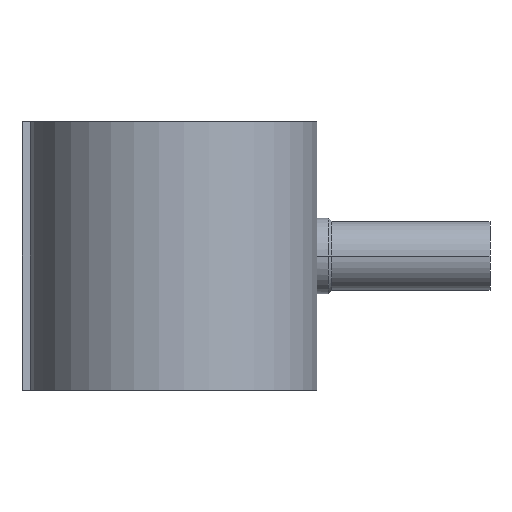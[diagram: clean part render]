
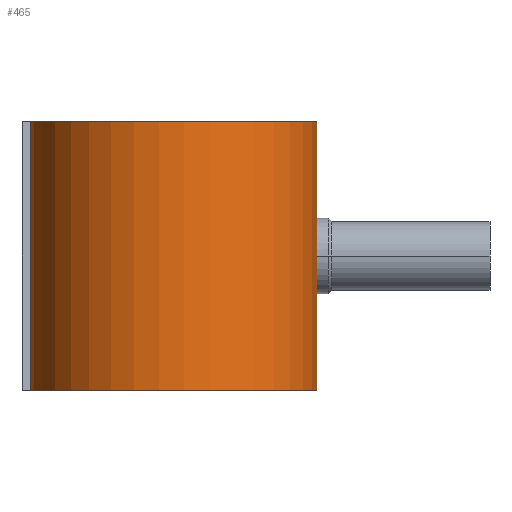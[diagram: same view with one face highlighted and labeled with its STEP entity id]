
A CAD part, front view. The second image highlights one B-rep face of the part: STEP entity #465.
In plain terms, the highlighted cylindrical face has radius 66.767 mm (diameter 133.533 mm), a partial arc.
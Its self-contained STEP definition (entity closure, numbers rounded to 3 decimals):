
#249 = EDGE_CURVE( '', #507, #349, #681, .T. );
#255 = EDGE_CURVE( '', #643, #507, #690, .T. );
#287 = VERTEX_POINT( '', #724 );
#349 = VERTEX_POINT( '', #793 );
#465 = ADVANCED_FACE( '', ( #923 ), #924, .T. );
#507 = VERTEX_POINT( '', #966 );
#557 = EDGE_CURVE( '', #643, #287, #1021, .T. );
#581 = EDGE_CURVE( '', #349, #287, #1047, .T. );
#643 = VERTEX_POINT( '', #1118 );
#681 = CIRCLE( '', #1154, 66.767 );
#690 = LINE( '', #1164, #1165 );
#724 = CARTESIAN_POINT( '', ( 66.594, 4.8, 62.5 ) );
#793 = CARTESIAN_POINT( '', ( 66.594, 4.8, -62.5 ) );
#923 = FACE_OUTER_BOUND( '', #1738, .T. );
#924 = CYLINDRICAL_SURFACE( '', #1739, 66.767 );
#966 = CARTESIAN_POINT( '', ( -66.594, -4.8, -62.5 ) );
#1021 = CIRCLE( '', #1934, 66.767 );
#1047 = LINE( '', #1971, #1972 );
#1118 = CARTESIAN_POINT( '', ( -66.594, -4.8, 62.5 ) );
#1154 = AXIS2_PLACEMENT_3D( '', #2127, #2128, #2129 );
#1164 = CARTESIAN_POINT( '', ( -66.594, -4.8, 62.5 ) );
#1165 = VECTOR( '', #2146, 1. );
#1738 = EDGE_LOOP( '', ( #2427, #2428, #2429, #2430 ) );
#1739 = AXIS2_PLACEMENT_3D( '', #2431, #2432, #2433 );
#1934 = AXIS2_PLACEMENT_3D( '', #2513, #2514, #2515 );
#1971 = CARTESIAN_POINT( '', ( 66.594, 4.8, 62.5 ) );
#1972 = VECTOR( '', #2540, 1. );
#2127 = CARTESIAN_POINT( '', ( 0., 0., -62.5 ) );
#2128 = DIRECTION( '', ( 0., 0., 1. ) );
#2129 = DIRECTION( '', ( -0.997, -0.072, 0. ) );
#2146 = DIRECTION( '', ( 0., 0., -1. ) );
#2427 = ORIENTED_EDGE( '', *, *, #581, .T. );
#2428 = ORIENTED_EDGE( '', *, *, #557, .F. );
#2429 = ORIENTED_EDGE( '', *, *, #255, .T. );
#2430 = ORIENTED_EDGE( '', *, *, #249, .T. );
#2431 = CARTESIAN_POINT( '', ( 0., 0., 62.5 ) );
#2432 = DIRECTION( '', ( 0., 0., 1. ) );
#2433 = DIRECTION( '', ( -0.997, -0.072, 0. ) );
#2513 = CARTESIAN_POINT( '', ( 0., 0., 62.5 ) );
#2514 = DIRECTION( '', ( 0., 0., 1. ) );
#2515 = DIRECTION( '', ( -0.997, -0.072, 0. ) );
#2540 = DIRECTION( '', ( 0., 0., 1. ) );
